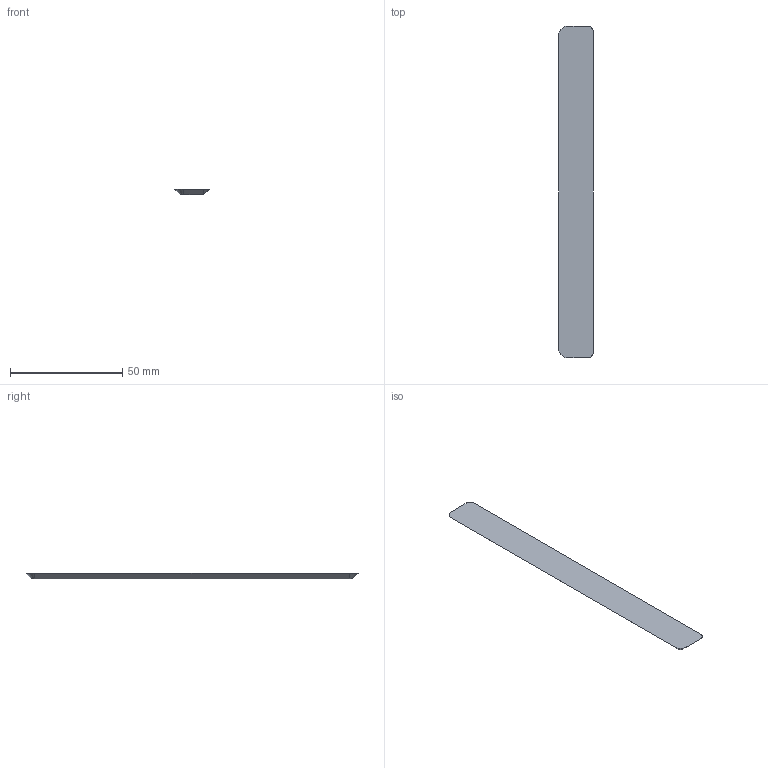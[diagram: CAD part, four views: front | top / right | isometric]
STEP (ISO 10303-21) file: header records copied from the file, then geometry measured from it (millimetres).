
FILE_DESCRIPTION(/* description */ (''),/* implementation_level */ '2;1');
FILE_NAME(/* name */ '5f67818ead068c120b751572',/* time_stamp */ '2020-09-20T16:21:34+00:00',/* author */ (''),/* organization */ (''),/* preprocessor_version */ 'ST-DEVELOPER v16.7',/* originating_system */ $,/* authorisation */ $);
FILE_SCHEMA (('AUTOMOTIVE_DESIGN {1 0 10303 214 3 1 1}'));
Length unit declared in the file: metre
Products named in the file (1): bottom_glue
Bounding box: 15.33 x 148 x 2.54 mm (x, y, z)
Volume: 4719.9 mm3; surface area: 4847.7 mm2
Topology: 1 solids, 1 shells, 10 faces, 24 edges, 14 vertices
Faces by surface type: plane 6, cone 4
Entity records: 310 total; most frequent: CARTESIAN_POINT 59, DIRECTION 46, ORIENTED_EDGE 44, EDGE_CURVE 22, AXIS2_PLACEMENT_3D 17, VERTEX_POINT 14, LINE 12, VECTOR 12
